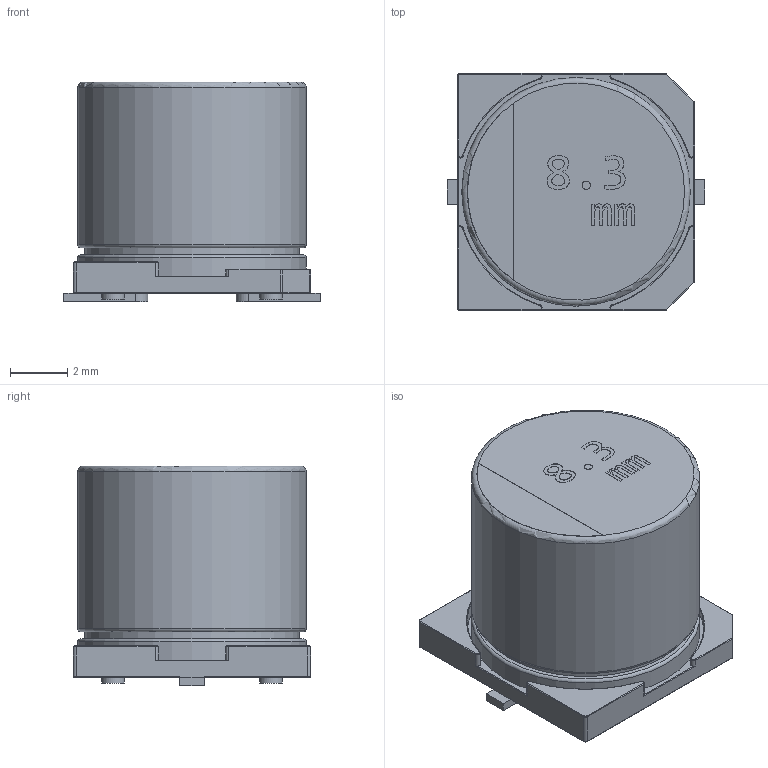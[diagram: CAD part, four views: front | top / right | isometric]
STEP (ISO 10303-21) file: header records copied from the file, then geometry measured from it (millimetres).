
FILE_DESCRIPTION(/* description */ (''),/* implementation_level */ '2;1');
FILE_NAME(/* name */ 'CAP ALSMD - POLY - 8.3 x 8.3 7.7.step',/* time_stamp */ '2019-12-22T06:59:21+00:00',/* author */ (''),/* organization */ (''),/* preprocessor_version */ 'ST-DEVELOPER v18',/* originating_system */ 'Autodesk Translation Framework v8.12.0.6',/* authorisation */ '');
FILE_SCHEMA (('AUTOMOTIVE_DESIGN { 1 0 10303 214 3 1 1 }'));
Length unit declared in the file: millimetre
Products named in the file (1): CAP ALSMD - POLY - 8.3 x 8.3 7.7
Bounding box: 9 x 8.3 x 7.7 mm (x, y, z)
Volume: 387.5 mm3; surface area: 355.4 mm2
Topology: 1 solids, 1 shells, 302 faces, 821 edges, 535 vertices
Faces by surface type: bspline 160, plane 65, cylinder 50, torus 27
Full cylindrical faces by diameter (mm): 0.8 x4, 7.5 x1, 8 x2
Entity records: 11122 total; most frequent: CARTESIAN_POINT 4419, ORIENTED_EDGE 1642, DIRECTION 918, EDGE_CURVE 821, VERTEX_POINT 535, LINE 354, VECTOR 354, B_SPLINE_CURVE_WITH_KNOTS 328
